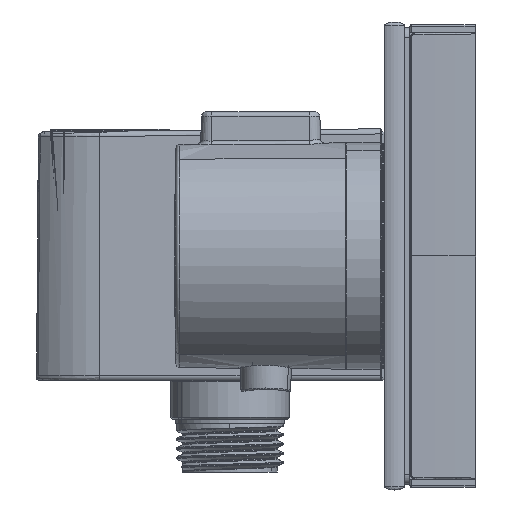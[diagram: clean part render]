
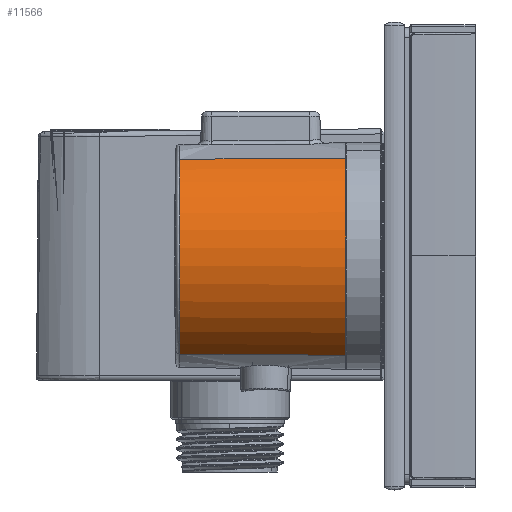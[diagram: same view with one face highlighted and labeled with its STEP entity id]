
A CAD part, left-side view. The second image highlights one B-rep face of the part: STEP entity #11566.
In plain terms, the highlighted free-form (B-spline) face has degree [1, 6] with [2, 7] control points.
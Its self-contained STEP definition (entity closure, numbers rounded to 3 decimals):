
#11126=CARTESIAN_POINT(' ',(-10.547,0.,-19.307));
#11127=VERTEX_POINT(' ',#11126);
#11141=CARTESIAN_POINT(' ',(-10.547,0.,-19.307));
#11146=DIRECTION(' ',(0.004,1.,0.008));
#11151=VECTOR(' ',#11146,1.);
#11156=LINE('',#11141,#11151);
#11161=CARTESIAN_POINT(' ',(-10.413,32.224,-19.06));
#11162=VERTEX_POINT(' ',#11161);
#11166=EDGE_CURVE(' ',#11127,#11162,#11156,.T.);
#11306=CARTESIAN_POINT(' ',(0.,0.,0.));
#11311=DIRECTION(' ',(0.,1.,0.));
#11316=DIRECTION(' ',(-0.479,0.,-0.878));
#11321=AXIS2_PLACEMENT_3D(' ',#11306,#11311,#11316);
#11326=CIRCLE('',#11321,22.);
#11331=CARTESIAN_POINT(' ',(-11.,0.,19.053));
#11332=VERTEX_POINT(' ',#11331);
#11336=EDGE_CURVE(' ',#11127,#11332,#11326,.T.);
#11401=CARTESIAN_POINT(' ',(-11.,0.,19.053));
#11406=CARTESIAN_POINT(' ',(-17.726,0.,15.17));
#11411=CARTESIAN_POINT(' ',(-22.806,0.,8.443));
#11416=CARTESIAN_POINT(' ',(-24.737,0.,-0.292));
#11421=CARTESIAN_POINT(' ',(-22.6,0.,-8.979));
#11426=CARTESIAN_POINT(' ',(-17.363,0.,-15.584));
#11431=CARTESIAN_POINT(' ',(-10.547,0.,-19.307));
#11436=CARTESIAN_POINT(' ',(-10.859,32.224,18.809));
#11441=CARTESIAN_POINT(' ',(-17.499,32.224,14.976));
#11446=CARTESIAN_POINT(' ',(-22.514,32.224,8.335));
#11451=CARTESIAN_POINT(' ',(-24.421,32.224,-0.288));
#11456=CARTESIAN_POINT(' ',(-22.311,32.224,-8.864));
#11461=CARTESIAN_POINT(' ',(-17.141,32.224,-15.384));
#11466=CARTESIAN_POINT(' ',(-10.413,32.224,-19.06));
#11471=B_SPLINE_SURFACE_WITH_KNOTS(' ',1,6,((#11401,#11406,#11411,#11416,#11421,#11426,#11431),(#11436,#11441,#11446,#11451,#11456,#11461,#11466)),.UNSPECIFIED.,.F.,.F.,.U.,(2,2),(7,7),(0.,1.),(0.,1.),.UNSPECIFIED.);
#11476=ORIENTED_EDGE(' ',*,*,#11336,.T.);
#11481=CARTESIAN_POINT(' ',(-11.,0.,19.053));
#11486=DIRECTION(' ',(0.004,1.,-0.008));
#11491=VECTOR(' ',#11486,1.);
#11496=LINE('',#11481,#11491);
#11501=CARTESIAN_POINT(' ',(-10.859,32.224,18.809));
#11502=VERTEX_POINT(' ',#11501);
#11506=EDGE_CURVE(' ',#11332,#11502,#11496,.T.);
#11511=ORIENTED_EDGE(' ',*,*,#11506,.T.);
#11516=CARTESIAN_POINT(' ',(0.,32.224,0.));
#11521=DIRECTION(' ',(0.,-1.,0.));
#11526=DIRECTION(' ',(-0.5,0.,0.866));
#11531=AXIS2_PLACEMENT_3D(' ',#11516,#11521,#11526);
#11536=CIRCLE('',#11531,21.719);
#11541=EDGE_CURVE(' ',#11502,#11162,#11536,.T.);
#11546=ORIENTED_EDGE(' ',*,*,#11541,.T.);
#11551=ORIENTED_EDGE(' ',*,*,#11166,.F.);
#11556=EDGE_LOOP(' ',(#11476,#11511,#11546,#11551));
#11561=FACE_OUTER_BOUND(' ',#11556,.T.);
#11566=ADVANCED_FACE('',(#11561),#11471,.T.);
